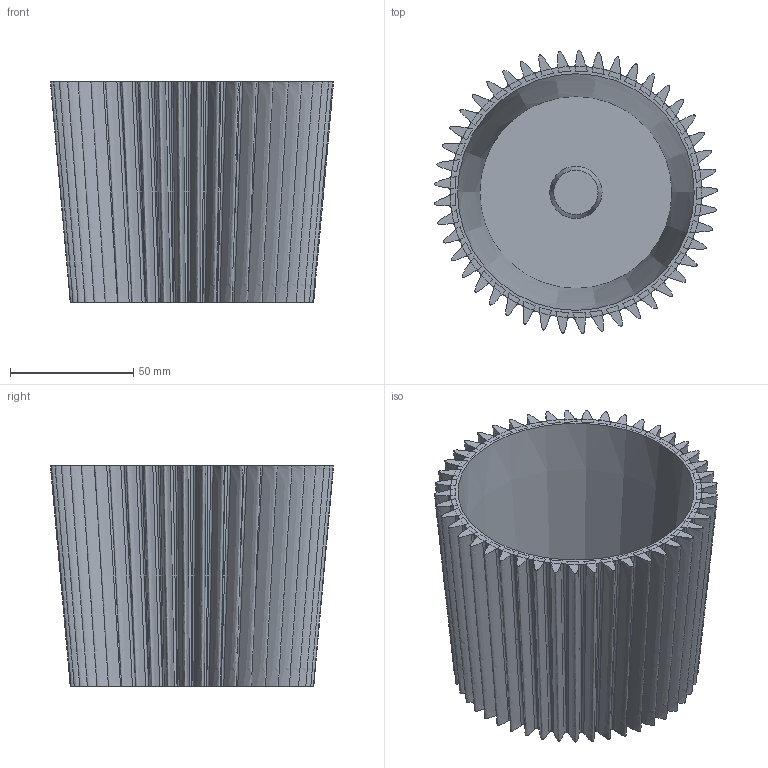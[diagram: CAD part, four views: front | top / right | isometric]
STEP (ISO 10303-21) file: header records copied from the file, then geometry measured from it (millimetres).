
FILE_DESCRIPTION(('FreeCAD Model'),'2;1');
FILE_NAME('Open CASCADE Shape Model','2025-04-13T14:22:47',(''),(''), 'Open CASCADE STEP processor 7.8','FreeCAD','Unknown');
FILE_SCHEMA(('AUTOMOTIVE_DESIGN { 1 0 10303 214 1 1 1 1 }'));
Products named in the file (1): pot-01
Bounding box: 115.08 x 115.1 x 89.57 mm (x, y, z)
Volume: 202985.6 mm3; surface area: 101006.4 mm2
Topology: 1 solids, 1 shells, 542 faces, 1264 edges, 726 vertices
Faces by surface type: plane 360, bspline 90, cone 47, extrusion 45
Entity records: 47071 total; most frequent: CARTESIAN_POINT 25768, DIRECTION 2781, ORIENTED_EDGE 2528, PCURVE 2528, DEFINITIONAL_REPRESENTATION 2528, B_SPLINE_CURVE_WITH_KNOTS 2193, EDGE_CURVE 1264, SURFACE_CURVE 1262
